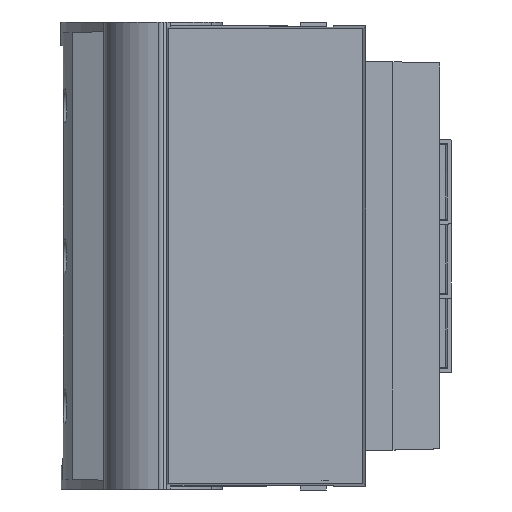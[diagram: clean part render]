
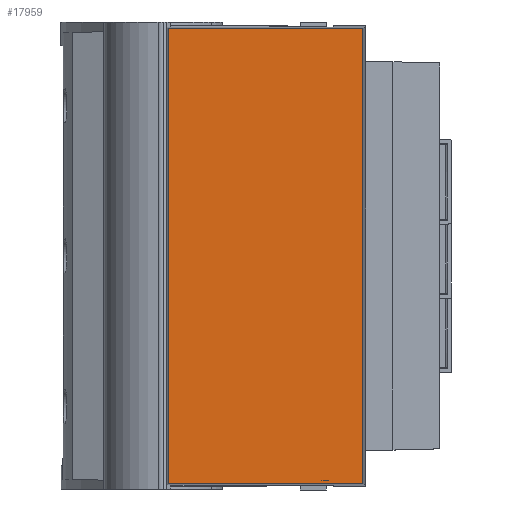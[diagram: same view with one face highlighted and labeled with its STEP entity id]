
A CAD part, left-side view. The second image highlights one B-rep face of the part: STEP entity #17959.
In plain terms, the highlighted planar face has unit normal (1, 0, 0).
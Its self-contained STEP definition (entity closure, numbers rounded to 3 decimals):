
#17920=DIRECTION('',(0.,1.,0.));
#17921=VECTOR('',#17920,4.082);
#17922=CARTESIAN_POINT('',(-10.132,1.468,
9.597));
#17923=LINE('',#17922,#17921);
#17924=DIRECTION('',(0.,0.,-1.));
#17925=VECTOR('',#17924,9.554);
#17926=CARTESIAN_POINT('',(-10.133,5.55,
9.597));
#17927=LINE('',#17926,#17925);
#17928=DIRECTION('',(0.,-1.,0.));
#17929=VECTOR('',#17928,4.082);
#17930=CARTESIAN_POINT('',(-10.133,5.55,
0.043));
#17931=LINE('',#17930,#17929);
#17932=DIRECTION('',(0.,0.,1.));
#17933=VECTOR('',#17932,9.554);
#17934=CARTESIAN_POINT('',(-10.132,1.468,
0.043));
#17935=LINE('',#17934,#17933);
#17936=CARTESIAN_POINT('',(-10.132,1.468,
9.597));
#17937=CARTESIAN_POINT('',(-10.133,5.55,
9.597));
#17938=VERTEX_POINT('',#17936);
#17939=VERTEX_POINT('',#17937);
#17940=CARTESIAN_POINT('',(-10.133,5.55,
0.043));
#17941=VERTEX_POINT('',#17940);
#17942=CARTESIAN_POINT('',(-10.132,1.468,
0.043));
#17943=VERTEX_POINT('',#17942);
#17944=CARTESIAN_POINT('',(-10.132,3.509,
4.82));
#17945=DIRECTION('',(1.,0.,0.));
#17946=DIRECTION('',(0.,0.,-1.));
#17947=AXIS2_PLACEMENT_3D('',#17944,#17945,#17946);
#17948=PLANE('',#17947);
#17950=ORIENTED_EDGE('',*,*,#17949,.T.);
#17952=ORIENTED_EDGE('',*,*,#17951,.T.);
#17954=ORIENTED_EDGE('',*,*,#17953,.T.);
#17956=ORIENTED_EDGE('',*,*,#17955,.T.);
#17957=EDGE_LOOP('',(#17950,#17952,#17954,#17956));
#17958=FACE_OUTER_BOUND('',#17957,.F.);
#17949=EDGE_CURVE('',#17938,#17939,#17923,.T.);
#17951=EDGE_CURVE('',#17939,#17941,#17927,.T.);
#17953=EDGE_CURVE('',#17941,#17943,#17931,.T.);
#17955=EDGE_CURVE('',#17943,#17938,#17935,.T.);
#17959=ADVANCED_FACE('',(#17958),#17948,.T.);
